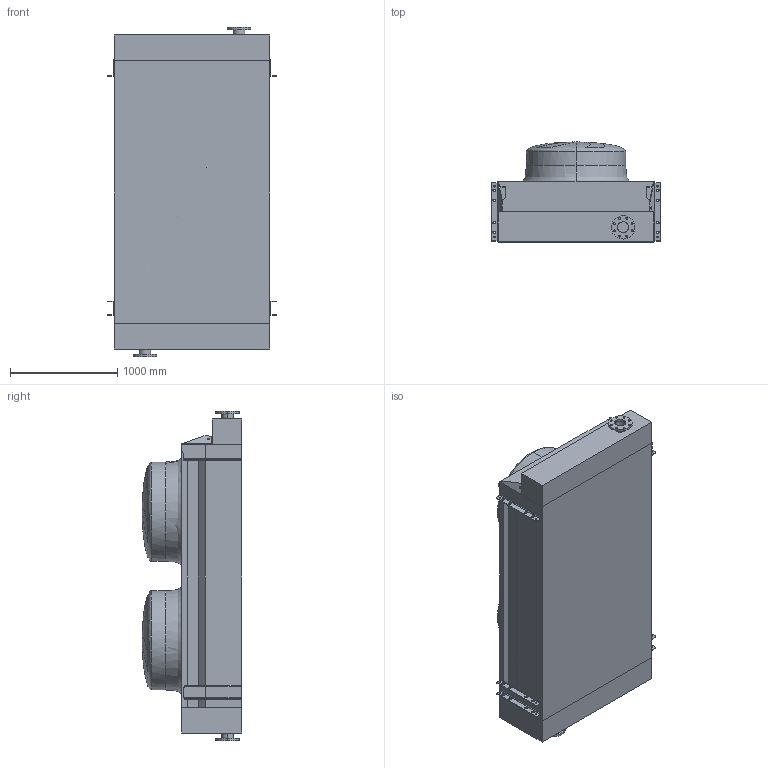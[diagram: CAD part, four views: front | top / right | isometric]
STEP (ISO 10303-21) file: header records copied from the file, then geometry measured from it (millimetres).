
FILE_DESCRIPTION (( 'STEP AP203' ), '1' );
FILE_NAME ('BOC_02M-I.step', '2022-05-05T13:20:38', ( '' ), ( '' ), 'SwSTEP 2.0', 'SolidWorks 2019', '' );
FILE_SCHEMA (( 'CONFIG_CONTROL_DESIGN' ));
Length unit declared in the file: millimetre
Products named in the file (1): BOC_02M-I
Bounding box: 1580 x 930 x 3070 mm (x, y, z)
Volume: 2710151604.3 mm3; surface area: 18967687.4 mm2
Topology: 7 solids, 7 shells, 354 faces, 1006 edges, 678 vertices
Faces by surface type: cylinder 184, plane 142, bspline 28
Entity records: 14816 total; most frequent: CARTESIAN_POINT 5188, ORIENTED_EDGE 2004, DIRECTION 1970, EDGE_CURVE 1002, AXIS2_PLACEMENT_3D 715, VERTEX_POINT 678, LINE 540, VECTOR 540
